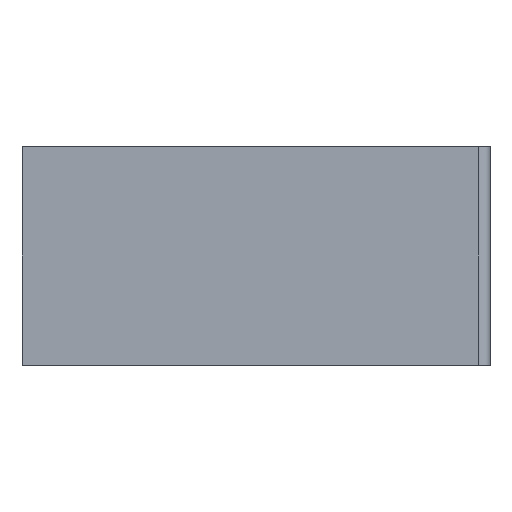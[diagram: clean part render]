
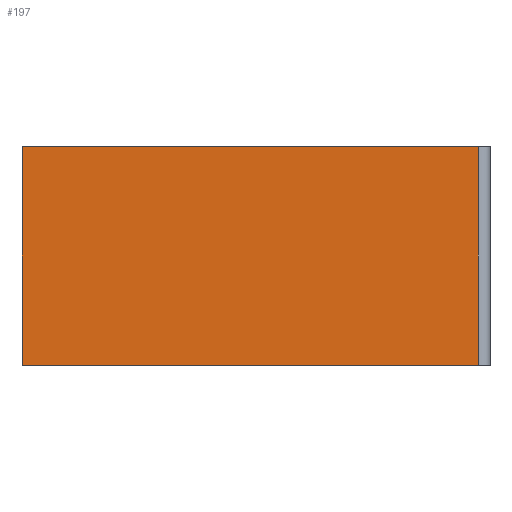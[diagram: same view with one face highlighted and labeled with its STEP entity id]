
A CAD part, left-side view. The second image highlights one B-rep face of the part: STEP entity #197.
In plain terms, the highlighted planar face has unit normal (-1, 0, 0).
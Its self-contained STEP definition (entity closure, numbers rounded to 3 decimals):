
#110=FACE_OUTER_BOUND('',#823,.T.);
#197=ADVANCED_FACE('',(#110),#286,.T.);
#286=PLANE('',#1832);
#372=LINE('',#2411,#594);
#393=LINE('',#2455,#615);
#394=LINE('',#2457,#616);
#395=LINE('',#2459,#617);
#594=VECTOR('',#1954,1.);
#615=VECTOR('',#1981,1.);
#616=VECTOR('',#1982,1.);
#617=VECTOR('',#1983,1.);
#823=EDGE_LOOP('',(#944,#945,#946,#947));
#944=ORIENTED_EDGE('',*,*,#1594,.T.);
#945=ORIENTED_EDGE('',*,*,#1595,.T.);
#946=ORIENTED_EDGE('',*,*,#1596,.F.);
#947=ORIENTED_EDGE('',*,*,#1573,.F.);
#1409=VERTEX_POINT('',#2406);
#1411=VERTEX_POINT('',#2410);
#1432=VERTEX_POINT('',#2456);
#1433=VERTEX_POINT('',#2458);
#1573=EDGE_CURVE('',#1411,#1409,#372,.T.);
#1594=EDGE_CURVE('',#1411,#1432,#393,.T.);
#1595=EDGE_CURVE('',#1432,#1433,#394,.T.);
#1596=EDGE_CURVE('',#1409,#1433,#395,.T.);
#1832=AXIS2_PLACEMENT_3D('',#2460,#1984,#1985);
#1954=DIRECTION('',(0.,0.,1.));
#1981=DIRECTION('',(0.,-1.,0.));
#1982=DIRECTION('',(0.,0.,1.));
#1983=DIRECTION('',(0.,-1.,0.));
#1984=DIRECTION('',(-1.,0.,0.));
#1985=DIRECTION('',(0.,0.,1.));
#2406=CARTESIAN_POINT('',(-9.5,14.4,4.65));
#2410=CARTESIAN_POINT('',(-9.5,14.4,-4.65));
#2411=CARTESIAN_POINT('',(-9.5,14.4,-4.65));
#2455=CARTESIAN_POINT('',(-9.5,3.55,-4.65));
#2456=CARTESIAN_POINT('',(-9.5,-5.,-4.65));
#2457=CARTESIAN_POINT('',(-9.5,-5.,-4.65));
#2458=CARTESIAN_POINT('',(-9.5,-5.,4.65));
#2459=CARTESIAN_POINT('',(-9.5,3.55,4.65));
#2460=CARTESIAN_POINT('',(-9.5,3.55,-4.65));
